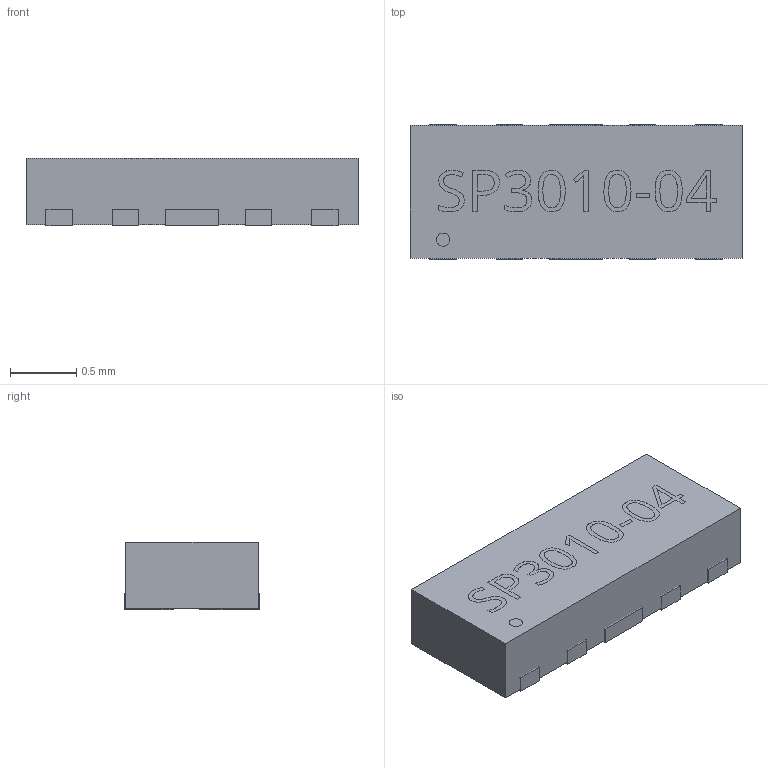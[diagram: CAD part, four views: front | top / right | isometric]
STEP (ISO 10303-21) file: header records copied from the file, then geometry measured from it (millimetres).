
FILE_DESCRIPTION(('FreeCAD Model'),'2;1');
FILE_NAME('SP3010-04.step', '2019-03-06T19:54:19',('Author'),(''), 'Open CASCADE STEP processor 7.2','FreeCAD','Unknown');
FILE_SCHEMA(('AUTOMOTIVE_DESIGN { 1 0 10303 214 1 1 1 1 }'));
Length unit declared in the file: millimetre
Products named in the file (13): PAD4; Body; PAD2; PAD8; PAD5; PAD3; PAD9; PAD10; A1_Mark; PAD6; PAD7; PAD1; Device_Name
Bounding box: 2.5 x 1.02 x 0.51 mm (x, y, z)
Surface area: 12.1 mm2
Topology: 21 solids, 21 shells, 235 faces, 579 edges, 386 vertices
Faces by surface type: plane 120, extrusion 105, cylinder 10
Full cylindrical faces by diameter (mm): 0.1 x1
Entity records: 14918 total; most frequent: CARTESIAN_POINT 3517, DIRECTION 1686, VECTOR 1382, LINE 1277, ORIENTED_EDGE 1158, PCURVE 1158, DEFINITIONAL_REPRESENTATION 1158, EDGE_CURVE 579
